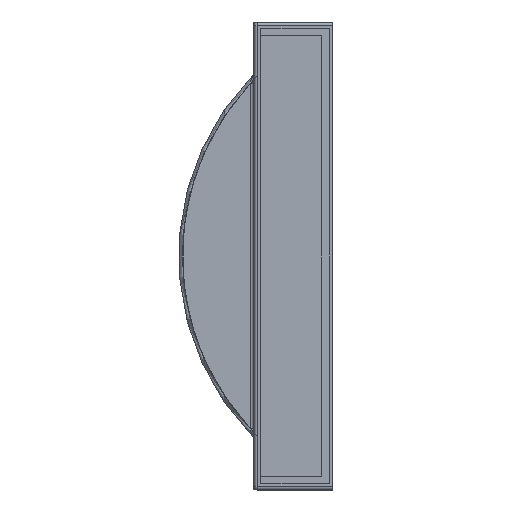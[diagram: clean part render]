
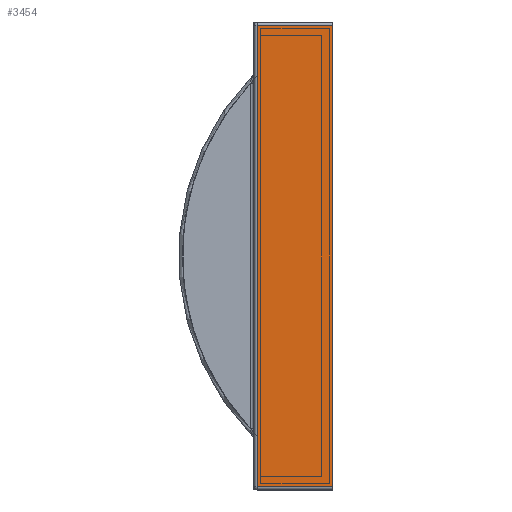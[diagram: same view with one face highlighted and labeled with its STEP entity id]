
A CAD part, left-side view. The second image highlights one B-rep face of the part: STEP entity #3454.
In plain terms, the highlighted planar face has unit normal (-1, 0, 0).
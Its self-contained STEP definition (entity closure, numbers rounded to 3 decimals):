
#220 = DIRECTION ( 'NONE',  ( 0., 0., -1. ) ) ;
#298 = CARTESIAN_POINT ( 'NONE',  ( -623., 0., 66. ) ) ;
#331 = VERTEX_POINT ( 'NONE', #4487 ) ;
#485 = LINE ( 'NONE', #6084, #8006 ) ;
#717 = CARTESIAN_POINT ( 'NONE',  ( -623., 21.5, 66. ) ) ;
#1101 = VERTEX_POINT ( 'NONE', #298 ) ;
#1473 = DIRECTION ( 'NONE',  ( 0., 1., 0. ) ) ;
#1849 = DIRECTION ( 'NONE',  ( 0., 0., -1. ) ) ;
#2508 = VERTEX_POINT ( 'NONE', #717 ) ;
#2562 = ORIENTED_EDGE ( 'NONE', *, *, #7469, .T. ) ;
#2603 = VECTOR ( 'NONE', #3591, 1000. ) ;
#2734 = AXIS2_PLACEMENT_3D ( 'NONE', #6548, #4467, #220 ) ;
#2765 = FACE_OUTER_BOUND ( 'NONE', #8044, .T. ) ;
#2874 = CARTESIAN_POINT ( 'NONE',  ( -623., 0., -66. ) ) ;
#3036 = LINE ( 'NONE', #8502, #4266 ) ;
#3040 = VECTOR ( 'NONE', #1473, 1000. ) ;
#3381 = VERTEX_POINT ( 'NONE', #3558 ) ;
#3454 = ADVANCED_FACE ( 'NONE', ( #2765 ), #8688, .F. ) ;
#3558 = CARTESIAN_POINT ( 'NONE',  ( -623., 0., -66. ) ) ;
#3591 = DIRECTION ( 'NONE',  ( 0., -1., 0. ) ) ;
#4266 = VECTOR ( 'NONE', #4967, 1000. ) ;
#4335 = CARTESIAN_POINT ( 'NONE',  ( -623., 0., 66. ) ) ;
#4467 = DIRECTION ( 'NONE',  ( 1., 0., 0. ) ) ;
#4483 = ORIENTED_EDGE ( 'NONE', *, *, #5857, .T. ) ;
#4487 = CARTESIAN_POINT ( 'NONE',  ( -623., 21.5, -66. ) ) ;
#4967 = DIRECTION ( 'NONE',  ( 0., 0., 1. ) ) ;
#5857 = EDGE_CURVE ( 'NONE', #3381, #1101, #3036, .T. ) ;
#6084 = CARTESIAN_POINT ( 'NONE',  ( -623., 21.5, 0. ) ) ;
#6548 = CARTESIAN_POINT ( 'NONE',  ( -623., 0., 0. ) ) ;
#6556 = LINE ( 'NONE', #4335, #3040 ) ;
#6853 = ORIENTED_EDGE ( 'NONE', *, *, #8570, .T. ) ;
#7469 = EDGE_CURVE ( 'NONE', #2508, #331, #485, .T. ) ;
#7794 = ORIENTED_EDGE ( 'NONE', *, *, #8074, .T. ) ;
#8006 = VECTOR ( 'NONE', #1849, 1000. ) ;
#8044 = EDGE_LOOP ( 'NONE', ( #7794, #2562, #6853, #4483 ) ) ;
#8074 = EDGE_CURVE ( 'NONE', #1101, #2508, #6556, .T. ) ;
#8246 = LINE ( 'NONE', #2874, #2603 ) ;
#8502 = CARTESIAN_POINT ( 'NONE',  ( -623., 0., 67. ) ) ;
#8570 = EDGE_CURVE ( 'NONE', #331, #3381, #8246, .T. ) ;
#8688 = PLANE ( 'NONE',  #2734 ) ;
